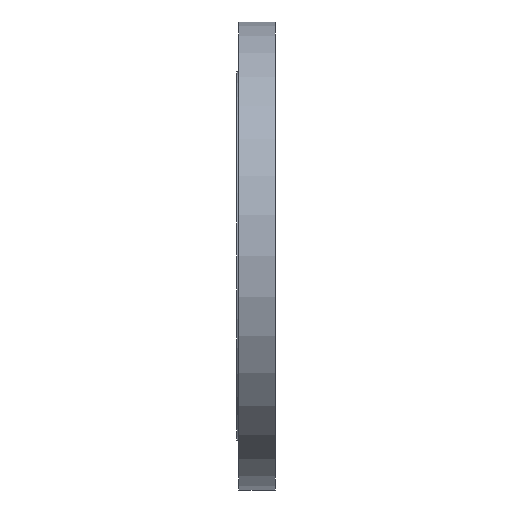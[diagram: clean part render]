
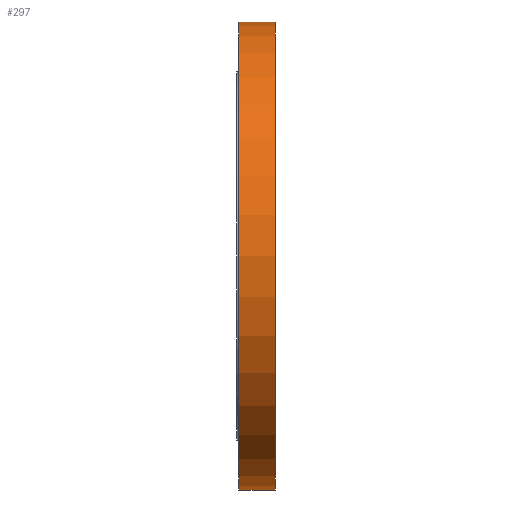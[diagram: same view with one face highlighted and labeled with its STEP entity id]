
A CAD part, left-side view. The second image highlights one B-rep face of the part: STEP entity #297.
In plain terms, the highlighted cylindrical face has radius 171.45 mm (diameter 342.9 mm), a partial arc.
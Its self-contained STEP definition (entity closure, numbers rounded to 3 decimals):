
#35 = ORIENTED_EDGE ( 'NONE', *, *, #316, .T. ) ;
#43 = CARTESIAN_POINT ( 'NONE',  ( 0., 26.8, -171.45 ) ) ;
#61 = DIRECTION ( 'NONE',  ( 0., 1., 0. ) ) ;
#67 = VERTEX_POINT ( 'NONE', #43 ) ;
#70 = DIRECTION ( 'NONE',  ( 0., -1., 0. ) ) ;
#120 = FACE_OUTER_BOUND ( 'NONE', #818, .T. ) ;
#274 = CARTESIAN_POINT ( 'NONE',  ( 0., 26.8, 0. ) ) ;
#283 = AXIS2_PLACEMENT_3D ( 'NONE', #650, #61, #324 ) ;
#289 = ORIENTED_EDGE ( 'NONE', *, *, #703, .F. ) ;
#297 = ADVANCED_FACE ( 'NONE', ( #120 ), #315, .T. ) ;
#314 = CARTESIAN_POINT ( 'NONE',  ( 0., 26.8, 171.45 ) ) ;
#315 = CYLINDRICAL_SURFACE ( 'NONE', #790, 171.45 ) ;
#316 = EDGE_CURVE ( 'NONE', #364, #461, #777, .T. ) ;
#318 = ORIENTED_EDGE ( 'NONE', *, *, #373, .F. ) ;
#324 = DIRECTION ( 'NONE',  ( 0., 0., 1. ) ) ;
#364 = VERTEX_POINT ( 'NONE', #605 ) ;
#373 = EDGE_CURVE ( 'NONE', #67, #756, #751, .T. ) ;
#376 = VECTOR ( 'NONE', #381, 1000. ) ;
#381 = DIRECTION ( 'NONE',  ( 0., -1., 0. ) ) ;
#392 = CARTESIAN_POINT ( 'NONE',  ( 0., 26.8, 0. ) ) ;
#402 = DIRECTION ( 'NONE',  ( 0., 1., 0. ) ) ;
#453 = EDGE_CURVE ( 'NONE', #67, #364, #478, .T. ) ;
#455 = LINE ( 'NONE', #314, #376 ) ;
#460 = CARTESIAN_POINT ( 'NONE',  ( 0., 26.8, 171.45 ) ) ;
#461 = VERTEX_POINT ( 'NONE', #800 ) ;
#478 = LINE ( 'NONE', #662, #603 ) ;
#481 = DIRECTION ( 'NONE',  ( 0., 0., 1. ) ) ;
#600 = ORIENTED_EDGE ( 'NONE', *, *, #453, .T. ) ;
#603 = VECTOR ( 'NONE', #70, 1000. ) ;
#605 = CARTESIAN_POINT ( 'NONE',  ( 0., 0., -171.45 ) ) ;
#650 = CARTESIAN_POINT ( 'NONE',  ( 0., 0., 0. ) ) ;
#658 = DIRECTION ( 'NONE',  ( 0., 0., -1. ) ) ;
#662 = CARTESIAN_POINT ( 'NONE',  ( 0., 26.8, -171.45 ) ) ;
#703 = EDGE_CURVE ( 'NONE', #756, #461, #455, .T. ) ;
#751 = CIRCLE ( 'NONE', #764, 171.45 ) ;
#756 = VERTEX_POINT ( 'NONE', #460 ) ;
#764 = AXIS2_PLACEMENT_3D ( 'NONE', #274, #402, #481 ) ;
#777 = CIRCLE ( 'NONE', #283, 171.45 ) ;
#790 = AXIS2_PLACEMENT_3D ( 'NONE', #392, #840, #658 ) ;
#800 = CARTESIAN_POINT ( 'NONE',  ( 0., 0., 171.45 ) ) ;
#818 = EDGE_LOOP ( 'NONE', ( #289, #318, #600, #35 ) ) ;
#840 = DIRECTION ( 'NONE',  ( 0., -1., 0. ) ) ;
